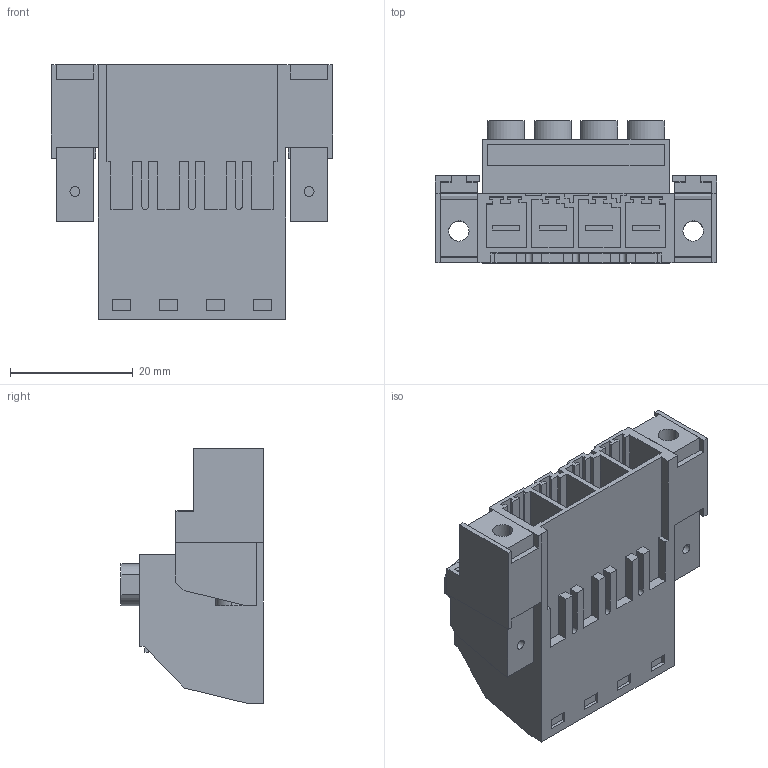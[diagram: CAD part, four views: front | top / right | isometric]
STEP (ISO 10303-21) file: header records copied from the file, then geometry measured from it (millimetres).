
FILE_DESCRIPTION(('CATIA V5R22 STEP214','CAx-IF Rec.Pracs.--- Model Styling and Organization---1.4--- 2014-01-23'),'2;1');
FILE_NAME ('D1459470_2_1931820000_1931820000.stp','2023-06-14T12:30:19+00:00',('none'),('Weidmueller'),'CATIA Version 5-6 Release 2016 SP3 HF44','CATIA V5 STEP AP214','none');
FILE_SCHEMA(('AUTOMOTIVE_DESIGN { 1 0 10303 214 1 1 1 1 }'));
Length unit declared in the file: millimetre
Products named in the file (1): 1931820000
Bounding box: 45.72 x 23.1 x 41.45 mm (x, y, z)
Volume: 16229.5 mm3; surface area: 14282.7 mm2
Topology: 13 solids, 13 shells, 463 faces, 1276 edges, 857 vertices
Faces by surface type: plane 414, cylinder 49
Entity records: 14551 total; most frequent: CARTESIAN_POINT 2796, ORIENTED_EDGE 2552, DIRECTION 1990, EDGE_CURVE 1276, VECTOR 1155, LINE 1155, VERTEX_POINT 857, EDGE_LOOP 497
